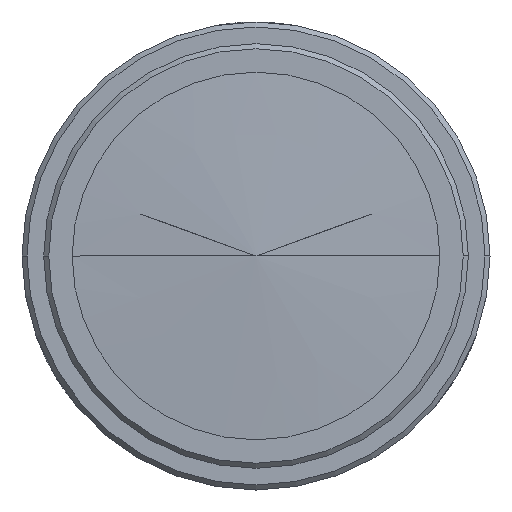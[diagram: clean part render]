
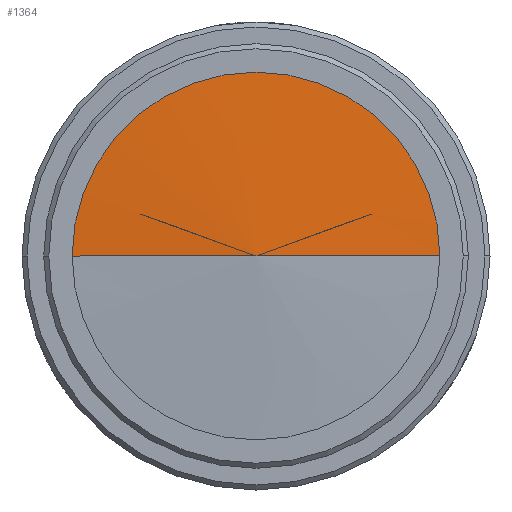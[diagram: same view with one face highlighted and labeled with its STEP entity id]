
A CAD part, left-side view. The second image highlights one B-rep face of the part: STEP entity #1364.
In plain terms, the highlighted conical face has half-angle 86.799 degrees and reference radius 17878.4 mm.
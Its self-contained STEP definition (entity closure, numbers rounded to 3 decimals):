
#76 = CONICAL_SURFACE ( 'NONE', #472, 17878.441, 1.515 ) ;
#113 = DIRECTION ( 'NONE',  ( 0.056, 0.998, 0. ) ) ;
#234 = ORIENTED_EDGE ( 'NONE', *, *, #349, .F. ) ;
#349 = EDGE_CURVE ( 'NONE', #904, #382, #1365, .T. ) ;
#382 = VERTEX_POINT ( 'NONE', #833 ) ;
#391 = VECTOR ( 'NONE', #113, 1000. ) ;
#422 = CARTESIAN_POINT ( 'NONE',  ( -56.088, 11., 0. ) ) ;
#436 = DIRECTION ( 'NONE',  ( 1., 0., 0. ) ) ;
#472 = AXIS2_PLACEMENT_3D ( 'NONE', #757, #436, #987 ) ;
#553 = CARTESIAN_POINT ( 'NONE',  ( -56.704, 0., 0. ) ) ;
#641 = LINE ( 'NONE', #671, #391 ) ;
#671 = CARTESIAN_POINT ( 'NONE',  ( -56.704, 0., 0. ) ) ;
#726 = FACE_OUTER_BOUND ( 'NONE', #1410, .T. ) ;
#757 = CARTESIAN_POINT ( 'NONE',  ( 943.296, 0., 0. ) ) ;
#771 = DIRECTION ( 'NONE',  ( 0.056, -0.998, 0. ) ) ;
#814 = AXIS2_PLACEMENT_3D ( 'NONE', #1390, #1068, #1171 ) ;
#833 = CARTESIAN_POINT ( 'NONE',  ( -56.088, -11., 0. ) ) ;
#904 = VERTEX_POINT ( 'NONE', #422 ) ;
#973 = EDGE_CURVE ( 'NONE', #1103, #382, #1354, .T. ) ;
#987 = DIRECTION ( 'NONE',  ( 0., 1., 0. ) ) ;
#1000 = ORIENTED_EDGE ( 'NONE', *, *, #973, .T. ) ;
#1055 = VECTOR ( 'NONE', #771, 1000. ) ;
#1068 = DIRECTION ( 'NONE',  ( 1., 0., 0. ) ) ;
#1103 = VERTEX_POINT ( 'NONE', #1455 ) ;
#1118 = EDGE_CURVE ( 'NONE', #1103, #904, #641, .T. ) ;
#1146 = ORIENTED_EDGE ( 'NONE', *, *, #1118, .F. ) ;
#1171 = DIRECTION ( 'NONE',  ( 0., -0.478, 0.878 ) ) ;
#1354 = LINE ( 'NONE', #553, #1055 ) ;
#1364 = ADVANCED_FACE ( 'NONE', ( #726 ), #76, .T. ) ;
#1365 = CIRCLE ( 'NONE', #814, 11. ) ;
#1390 = CARTESIAN_POINT ( 'NONE',  ( -56.088, 0., 0. ) ) ;
#1410 = EDGE_LOOP ( 'NONE', ( #1146, #1000, #234 ) ) ;
#1455 = CARTESIAN_POINT ( 'NONE',  ( -56.704, 0., 0. ) ) ;
